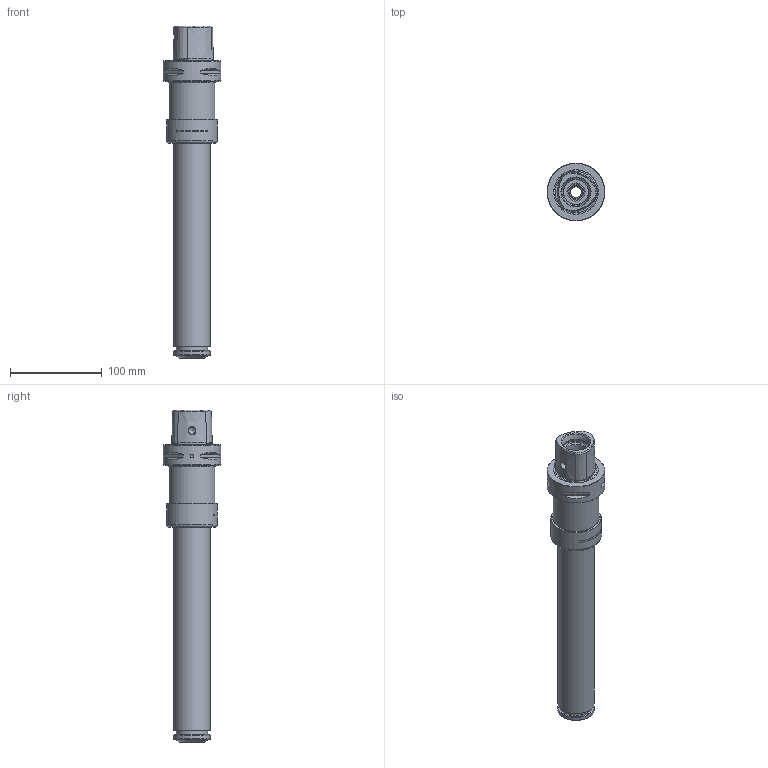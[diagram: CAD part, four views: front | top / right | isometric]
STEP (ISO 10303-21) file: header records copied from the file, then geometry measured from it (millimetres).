
FILE_DESCRIPTION(/* description */ (''),/* implementation_level */ '2;1');
FILE_NAME(/* name */ '888676160.stp',/* time_stamp */ '2023-03-15T12:28:58',/* author */ ('Ratnasingam Jekanthan'),/* organization */ ('REGO-FIX'),/* preprocessor_version */ ' Unknown',/* originating_system */ 'SIEMENS PLM Software Solid Edge ST10',/* authorization */ 'Unknown');
FILE_SCHEMA (('AUTOMOTIVE_DESIGN { 1 0 10303 214 2 1 1}'));
Length unit declared in the file: millimetre
Products named in the file (1): NOCUT
Bounding box: 63 x 63 x 362 mm (x, y, z)
Volume: 457841.1 mm3; surface area: 86789 mm2
Topology: 1 solids, 3 shells, 171 faces, 393 edges, 241 vertices
Faces by surface type: cone 76, cylinder 37, plane 36, torus 22
Full cylindrical faces by diameter (mm): 4 x1, 8.1 x2, 12 x1, 13 x1, 14 x1, 17.835 x2, 25 x1, 28 x2, 30.5 x1, 31.6 x1, 32 x1, 33 x1, 34 x1, 40 x2, 40.2 x1, 42 x1, 45 x1, 48.376 x2, 50 x1, 50.05 x1, 51.3 x1, 54.8 x1, 63 x1
Entity records: 5466 total; most frequent: CARTESIAN_POINT 906, DIRECTION 720, ORIENTED_EDGE 550, AXIS2_PLACEMENT_3D 326, FACE_BOUND 280, EDGE_LOOP 277, EDGE_CURVE 275, VERTEX_POINT 211
